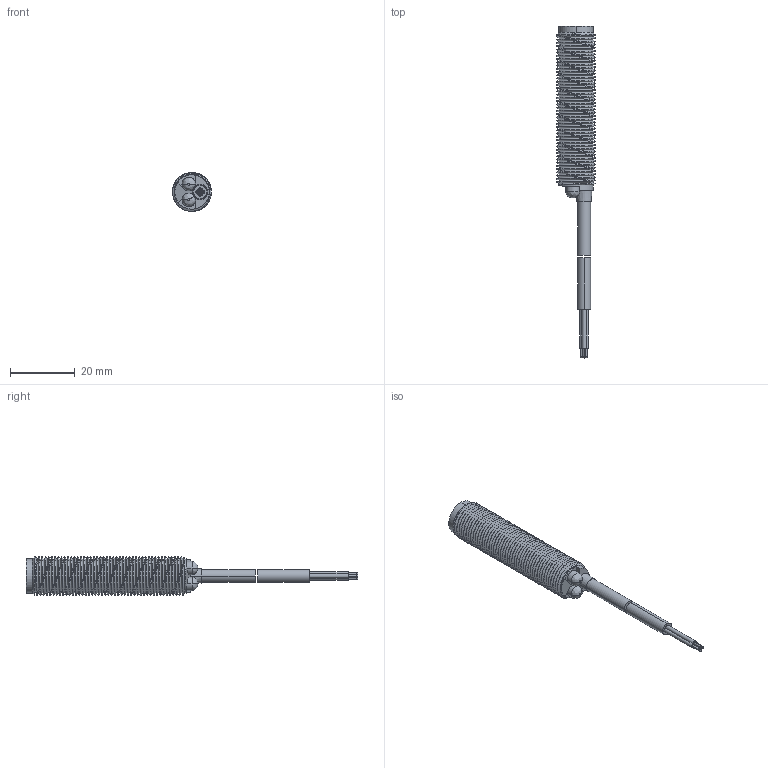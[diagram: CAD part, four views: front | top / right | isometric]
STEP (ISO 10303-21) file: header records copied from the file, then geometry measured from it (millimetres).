
FILE_DESCRIPTION((''),'2;1');
FILE_NAME('ECS1-1204C-X2SX','2017-01-12T',('Administrator'),(''),'PRO/ENGINEER BY PARAMETRIC TECHNOLOGY CORPORATION, 2007170','PRO/ENGINEER BY PARAMETRIC TECHNOLOGY CORPORATION, 2007170','');
FILE_SCHEMA(('CONFIG_CONTROL_DESIGN'));
Length unit declared in the file: millimetre
Products named in the file (1): ECS1-1204C-X2SX
Bounding box: 12 x 102.5 x 12 mm (x, y, z)
Volume: 5537.3 mm3; surface area: 4324.7 mm2
Topology: 2 solids, 2 shells, 186 faces, 515 edges, 329 vertices
Faces by surface type: cylinder 121, bspline 30, plane 22, sphere 8, cone 5
Entity records: 14202 total; most frequent: CARTESIAN_POINT 9956, ORIENTED_EDGE 1014, DIRECTION 668, EDGE_CURVE 507, VERTEX_POINT 329, AXIS2_PLACEMENT_3D 251, B_SPLINE_CURVE_WITH_KNOTS 246, EDGE_LOOP 194
